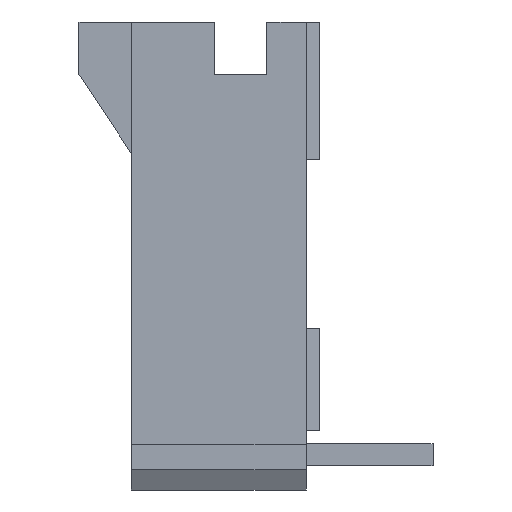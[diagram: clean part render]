
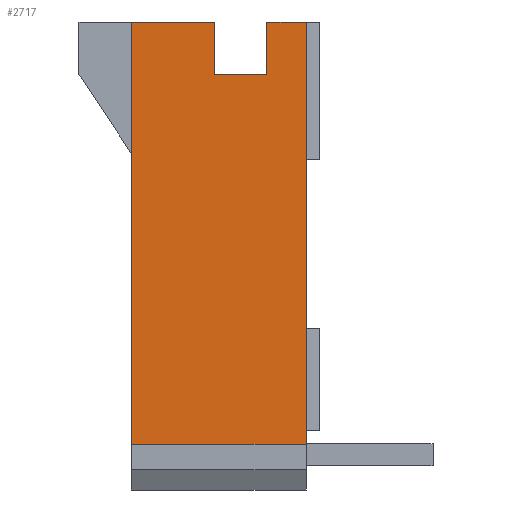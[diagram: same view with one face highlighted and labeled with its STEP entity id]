
A CAD part, left-side view. The second image highlights one B-rep face of the part: STEP entity #2717.
In plain terms, the highlighted planar face has unit normal (-1, 0, 0).
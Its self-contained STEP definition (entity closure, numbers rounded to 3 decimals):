
#134=DIRECTION('',(0.,-1.,0.));
#135=VECTOR('',#134,2.415);
#136=CARTESIAN_POINT('',(-8.825,2.54,0.));
#137=LINE('',#136,#135);
#138=DIRECTION('',(0.,0.,1.));
#139=VECTOR('',#138,1.52);
#140=CARTESIAN_POINT('',(-8.825,0.125,-1.52));
#141=LINE('',#140,#139);
#142=DIRECTION('',(0.,1.,0.));
#143=VECTOR('',#142,1.52);
#144=CARTESIAN_POINT('',(-8.825,-1.395,-1.52));
#145=LINE('',#144,#143);
#146=DIRECTION('',(0.,0.,-1.));
#147=VECTOR('',#146,1.52);
#148=CARTESIAN_POINT('',(-8.825,-1.395,0.));
#149=LINE('',#148,#147);
#150=DIRECTION('',(0.,-1.,0.));
#151=VECTOR('',#150,1.145);
#152=CARTESIAN_POINT('',(-8.825,-1.395,0.));
#153=LINE('',#152,#151);
#154=DIRECTION('',(0.,0.,-1.));
#155=VECTOR('',#154,12.255);
#156=CARTESIAN_POINT('',(-8.825,-2.54,0.));
#157=LINE('',#156,#155);
#158=DIRECTION('',(0.,1.,0.));
#159=VECTOR('',#158,5.08);
#160=CARTESIAN_POINT('',(-8.825,-2.54,-12.255));
#161=LINE('',#160,#159);
#198=DIRECTION('',(0.,0.,-1.));
#199=VECTOR('',#198,12.255);
#200=CARTESIAN_POINT('',(-8.825,2.54,0.));
#201=LINE('',#200,#199);
#2106=CARTESIAN_POINT('',(-8.825,-2.54,-12.255));
#2108=VERTEX_POINT('',#2106);
#2124=CARTESIAN_POINT('',(-8.825,2.54,-12.255));
#2126=VERTEX_POINT('',#2124);
#2194=CARTESIAN_POINT('',(-8.825,-2.54,0.));
#2195=VERTEX_POINT('',#2194);
#2198=CARTESIAN_POINT('',(-8.825,0.125,-1.52));
#2199=CARTESIAN_POINT('',(-8.825,0.125,0.));
#2200=VERTEX_POINT('',#2198);
#2201=VERTEX_POINT('',#2199);
#2202=CARTESIAN_POINT('',(-8.825,-1.395,0.));
#2203=VERTEX_POINT('',#2202);
#2242=CARTESIAN_POINT('',(-8.825,-1.395,-1.52));
#2243=VERTEX_POINT('',#2242);
#2302=CARTESIAN_POINT('',(-8.825,2.54,0.));
#2303=VERTEX_POINT('',#2302);
#2694=CARTESIAN_POINT('',(-8.825,0.,0.));
#2695=DIRECTION('',(1.,0.,0.));
#2696=DIRECTION('',(0.,0.,-1.));
#2697=AXIS2_PLACEMENT_3D('',#2694,#2695,#2696);
#2698=PLANE('',#2697);
#2700=ORIENTED_EDGE('',*,*,#2699,.F.);
#2702=ORIENTED_EDGE('',*,*,#2701,.T.);
#2704=ORIENTED_EDGE('',*,*,#2703,.F.);
#2706=ORIENTED_EDGE('',*,*,#2705,.F.);
#2708=ORIENTED_EDGE('',*,*,#2707,.F.);
#2710=ORIENTED_EDGE('',*,*,#2709,.T.);
#2712=ORIENTED_EDGE('',*,*,#2711,.T.);
#2714=ORIENTED_EDGE('',*,*,#2713,.T.);
#2715=EDGE_LOOP('',(#2700,#2702,#2704,#2706,#2708,#2710,#2712,#2714));
#2716=FACE_OUTER_BOUND('',#2715,.F.);
#2699=EDGE_CURVE('',#2303,#2126,#201,.T.);
#2701=EDGE_CURVE('',#2303,#2201,#137,.T.);
#2703=EDGE_CURVE('',#2200,#2201,#141,.T.);
#2705=EDGE_CURVE('',#2243,#2200,#145,.T.);
#2707=EDGE_CURVE('',#2203,#2243,#149,.T.);
#2709=EDGE_CURVE('',#2203,#2195,#153,.T.);
#2711=EDGE_CURVE('',#2195,#2108,#157,.T.);
#2713=EDGE_CURVE('',#2108,#2126,#161,.T.);
#2717=ADVANCED_FACE('',(#2716),#2698,.F.);
